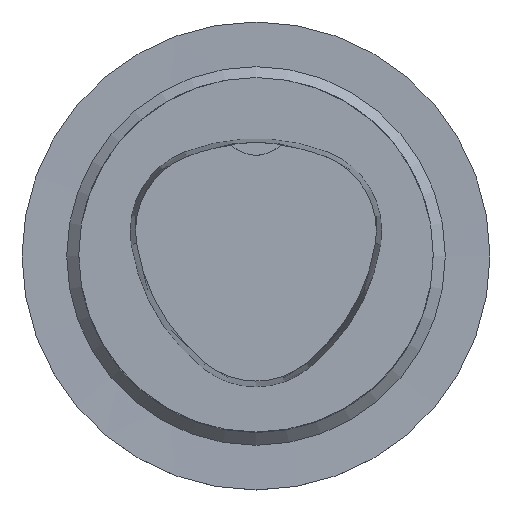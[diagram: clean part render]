
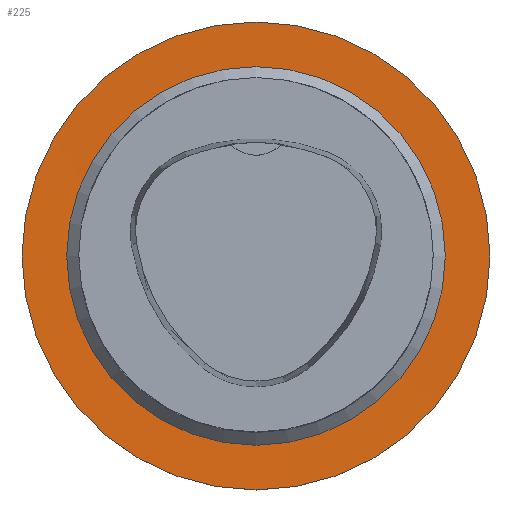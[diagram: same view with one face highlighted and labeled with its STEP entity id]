
A CAD part, top view. The second image highlights one B-rep face of the part: STEP entity #225.
In plain terms, the highlighted conical face has half-angle 89 degrees and reference radius 8.3 mm.
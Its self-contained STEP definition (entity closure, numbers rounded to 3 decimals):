
#211=CONICAL_SURFACE('',#620,8.3,89.);
#225=ADVANCED_FACE('',(#270,#271),#211,.F.);
#270=FACE_BOUND('',#302,.T.);
#271=FACE_BOUND('',#303,.T.);
#302=EDGE_LOOP('',(#356));
#303=EDGE_LOOP('',(#357));
#356=ORIENTED_EDGE('',*,*,#521,.F.);
#357=ORIENTED_EDGE('',*,*,#523,.T.);
#475=VERTEX_POINT('',#863);
#477=VERTEX_POINT('',#869);
#521=EDGE_CURVE('',#475,#475,#583,.T.);
#523=EDGE_CURVE('',#477,#477,#585,.T.);
#583=CIRCLE('',#614,33.);
#585=CIRCLE('',#618,8.3);
#614=AXIS2_PLACEMENT_3D('',#862,#691,#692);
#618=AXIS2_PLACEMENT_3D('',#868,#699,#700);
#620=AXIS2_PLACEMENT_3D('',#871,#703,#704);
#691=DIRECTION('',(0.,0.,-1.));
#692=DIRECTION('',(-1.,0.,0.));
#699=DIRECTION('',(0.,0.,-1.));
#700=DIRECTION('',(-1.,0.,0.));
#703=DIRECTION('',(0.,0.,1.));
#704=DIRECTION('',(1.,0.,0.));
#862=CARTESIAN_POINT('',(0.,0.,-97.5));
#863=CARTESIAN_POINT('',(-33.,0.,-97.5));
#868=CARTESIAN_POINT('',(0.,0.,-97.931));
#869=CARTESIAN_POINT('',(-8.3,0.,-97.931));
#871=CARTESIAN_POINT('',(0.,0.,-97.931));
